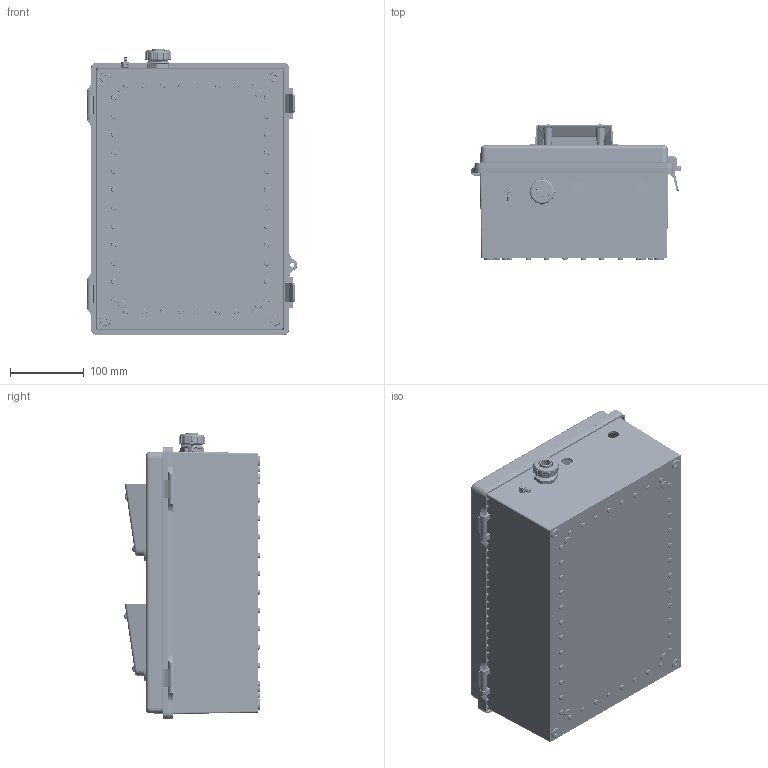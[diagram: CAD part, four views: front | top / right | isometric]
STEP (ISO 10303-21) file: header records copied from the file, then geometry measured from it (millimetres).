
FILE_DESCRIPTION (( 'STEP AP214' ), '1' );
FILE_NAME ('NBE141006-10F_3D.step', '2025-10-23T15:20:02', ( '' ), ( '' ), 'SwSTEP 2.0', 'SolidWorks 2025', '' );
FILE_SCHEMA (( 'AUTOMOTIVE_DESIGN' ));
Length unit declared in the file: inch
Products named in the file (32): 1BE01-002; XFN-0013; 10-32 NEMA PLATE SCREW; XFS-0026; XC-0003; GroundWire_NB141006-10F; XFN-0026; XFW-0002; 1AJ02-056; XFN-0003; XFS-0017; 1AJ02-055; XCTB-0002; XMH-0005; XF797-02; Fan-80x80x25; Fan Screen-All Wires-80x80 ALUM; 1AJ02-054; XCT-0011; NBE141006-10F_3D; XMH-0007; XFS-0031; XCT-0005; XMH-0010; NBE141006_lid latch; XCT-0010; XNBE141006-01_box; XFS-0006; 1AJ03-011; 1AM07-078; 1AJ02-053; XNBE141006-02_lid
Assembly tree (67 placements, depth 2):
  NBE141006-10F_3D
    XNBE141006-01_box
    XNBE141006-02_lid
    NBE141006_lid latch  x2
    1AM07-078  x2
    Fan Screen-All Wires-80x80 ALUM  x2
    1BE01-002
    XC-0003
    XFS-0026
    XCT-0010
    XFW-0002  x5
    XFN-0003  x2
    XCT-0005
    XFS-0017  x3
    10-32 NEMA PLATE SCREW  x4
    XCT-0011
    1AJ02-053  x2
    1AJ03-011  x8
    1AJ02-054  x2
    XFN-0026  x8
    XMH-0007  x4
    XMH-0010
    XCTB-0002
    XFN-0013  x2
    XF797-02
    XFS-0006
    Fan-80x80x25
    1AJ02-055  x2
    1AJ02-056  x2
    GroundWire_NB141006-10F
    XFS-0031  x2
    XMH-0005
Bounding box: 286.62 x 183.77 x 388.66 mm (x, y, z)
Volume: 1700800.9 mm3; surface area: 1140495.4 mm2
Topology: 257 solids, 258 shells, 9194 faces, 21371 edges, 12898 vertices
Faces by surface type: cone 3421, cylinder 2757, plane 2319, torus 517, bspline 140, sphere 40
Entity records: 194701 total; most frequent: CARTESIAN_POINT 54968, DIRECTION 29623, ORIENTED_EDGE 28262, EDGE_CURVE 14131, AXIS2_PLACEMENT_3D 11547, VERTEX_POINT 8605, EDGE_LOOP 6608, LINE 6529
